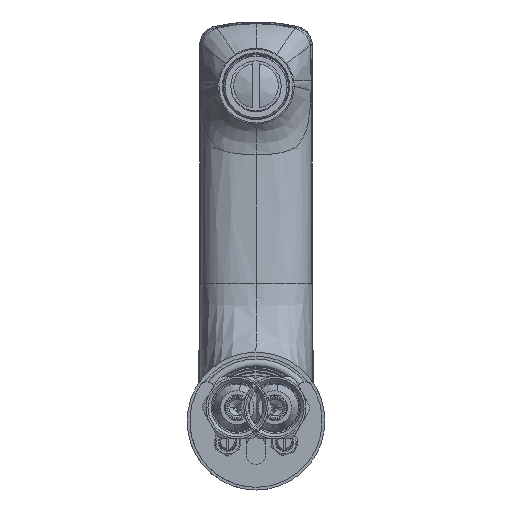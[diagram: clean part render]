
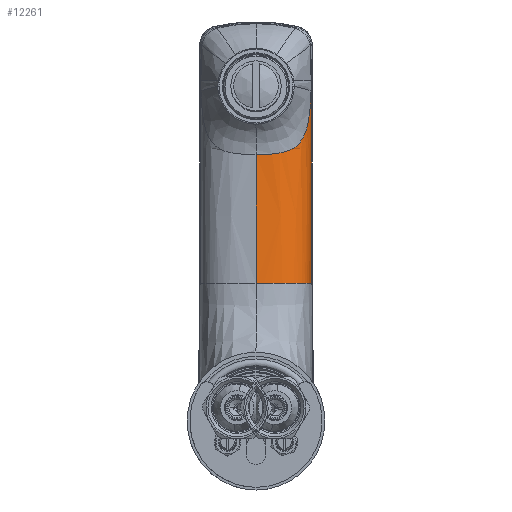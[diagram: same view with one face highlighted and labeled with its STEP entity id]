
A CAD part, front view. The second image highlights one B-rep face of the part: STEP entity #12261.
In plain terms, the highlighted free-form (B-spline) face has degree [3, 3] with [13, 4] control points.
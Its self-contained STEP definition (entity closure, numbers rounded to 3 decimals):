
#507=CARTESIAN_POINT('',(20.897,124.414,51.));
#537=CARTESIAN_POINT('',(0.,108.5,51.));
#690=DIRECTION('',(0.,0.,-1.));
#691=VECTOR('',#690,75.);
#692=CARTESIAN_POINT('',(20.912,124.413,126.));
#693=LINE('',#692,#691);
#694=CARTESIAN_POINT('',(20.897,124.414,51.));
#695=CARTESIAN_POINT('',(20.595,122.688,51.));
#696=CARTESIAN_POINT('',(20.216,120.45,51.));
#697=CARTESIAN_POINT('',(19.594,118.079,51.));
#698=CARTESIAN_POINT('',(18.72,115.961,51.));
#699=CARTESIAN_POINT('',(17.251,113.912,51.));
#700=CARTESIAN_POINT('',(15.518,112.417,51.));
#701=CARTESIAN_POINT('',(14.088,111.408,51.));
#702=CARTESIAN_POINT('',(12.904,110.735,51.));
#703=CARTESIAN_POINT('',(11.508,110.142,51.));
#704=CARTESIAN_POINT('',(9.806,109.621,51.));
#705=CARTESIAN_POINT('',(7.705,109.164,51.));
#706=CARTESIAN_POINT('',(5.261,108.794,51.));
#707=CARTESIAN_POINT('',(2.654,108.557,51.));
#708=CARTESIAN_POINT('',(0.853,108.5,51.));
#709=CARTESIAN_POINT('',(0.,108.5,51.));
#711=DIRECTION('',(0.,0.04,0.999));
#712=VECTOR('',#711,47.639);
#713=CARTESIAN_POINT('',(0.,108.5,51.));
#714=LINE('',#713,#712);
#715=CARTESIAN_POINT('',(0.,110.383,98.602));
#716=CARTESIAN_POINT('',(1.658,110.383,98.601));
#717=CARTESIAN_POINT('',(4.146,110.519,98.705));
#718=CARTESIAN_POINT('',(7.412,110.959,99.059));
#719=CARTESIAN_POINT('',(9.821,111.449,99.468));
#720=CARTESIAN_POINT('',(12.121,112.179,100.115));
#721=CARTESIAN_POINT('',(14.154,113.228,101.136));
#722=CARTESIAN_POINT('',(15.816,114.484,102.521));
#723=CARTESIAN_POINT('',(17.1,115.805,104.205));
#724=CARTESIAN_POINT('',(18.064,117.087,106.114));
#725=CARTESIAN_POINT('',(19.01,118.663,108.881));
#726=CARTESIAN_POINT('',(19.742,120.326,112.698));
#727=CARTESIAN_POINT('',(20.202,121.671,117.479));
#728=CARTESIAN_POINT('',(20.345,122.161,120.762));
#729=CARTESIAN_POINT('',(20.384,122.303,122.348));
#731=CARTESIAN_POINT('',(20.384,122.303,122.348));
#732=CARTESIAN_POINT('',(20.414,122.412,123.561));
#733=CARTESIAN_POINT('',(20.426,122.467,124.781));
#734=CARTESIAN_POINT('',(20.421,122.467,126.));
#736=CARTESIAN_POINT('',(20.421,122.467,126.));
#737=CARTESIAN_POINT('',(20.633,123.116,126.));
#738=CARTESIAN_POINT('',(20.8,123.77,126.));
#739=CARTESIAN_POINT('',(20.912,124.413,126.));
#9169=VERTEX_POINT('',#507);
#9170=VERTEX_POINT('',#537);
#9184=CARTESIAN_POINT('',(20.912,124.412,126.));
#9185=VERTEX_POINT('',#9184);
#9186=CARTESIAN_POINT('',(0.,110.383,98.602));
#9187=VERTEX_POINT('',#9186);
#9188=VERTEX_POINT('',#729);
#9189=VERTEX_POINT('',#734);
#12196=CARTESIAN_POINT('',(-0.456,111.528,127.5));
#12197=CARTESIAN_POINT('',(-0.503,110.5,
101.5));
#12198=CARTESIAN_POINT('',(-0.55,109.473,
75.5));
#12199=CARTESIAN_POINT('',(-0.597,108.445,
49.5));
#12200=CARTESIAN_POINT('',(-0.304,111.527,127.5));
#12201=CARTESIAN_POINT('',(-0.335,110.498,
101.5));
#12202=CARTESIAN_POINT('',(-0.367,109.47,
75.5));
#12203=CARTESIAN_POINT('',(-0.398,108.442,
49.5));
#12204=CARTESIAN_POINT('',(2.609,111.514,127.5));
#12205=CARTESIAN_POINT('',(2.879,110.481,101.5));
#12206=CARTESIAN_POINT('',(3.149,109.447,75.5));
#12207=CARTESIAN_POINT('',(3.42,108.414,49.5));
#12208=CARTESIAN_POINT('',(8.282,111.95,127.5));
#12209=CARTESIAN_POINT('',(9.14,111.103,101.5));
#12210=CARTESIAN_POINT('',(9.998,110.256,75.5));
#12211=CARTESIAN_POINT('',(10.856,109.41,49.5));
#12212=CARTESIAN_POINT('',(13.22,113.361,127.5));
#12213=CARTESIAN_POINT('',(13.648,112.736,101.5));
#12214=CARTESIAN_POINT('',(14.075,112.11,75.5));
#12215=CARTESIAN_POINT('',(14.502,111.485,49.5));
#12216=CARTESIAN_POINT('',(16.487,115.879,127.5));
#12217=CARTESIAN_POINT('',(16.747,115.21,101.5));
#12218=CARTESIAN_POINT('',(17.007,114.542,75.5));
#12219=CARTESIAN_POINT('',(17.267,113.873,49.5));
#12220=CARTESIAN_POINT('',(18.255,118.038,127.5));
#12221=CARTESIAN_POINT('',(18.413,117.332,101.5));
#12222=CARTESIAN_POINT('',(18.571,116.626,75.5));
#12223=CARTESIAN_POINT('',(18.729,115.92,49.5));
#12224=CARTESIAN_POINT('',(19.423,120.044,127.5));
#12225=CARTESIAN_POINT('',(19.481,119.376,101.5));
#12226=CARTESIAN_POINT('',(19.539,118.708,75.5));
#12227=CARTESIAN_POINT('',(19.597,118.04,49.5));
#12228=CARTESIAN_POINT('',(20.243,121.853,127.5));
#12229=CARTESIAN_POINT('',(20.207,121.277,101.5));
#12230=CARTESIAN_POINT('',(20.172,120.701,75.5));
#12231=CARTESIAN_POINT('',(20.137,120.126,49.5));
#12232=CARTESIAN_POINT('',(20.732,123.428,127.5));
#12233=CARTESIAN_POINT('',(20.664,123.05,101.5));
#12234=CARTESIAN_POINT('',(20.596,122.672,75.5));
#12235=CARTESIAN_POINT('',(20.528,122.294,49.5));
#12236=CARTESIAN_POINT('',(20.927,124.476,127.5));
#12237=CARTESIAN_POINT('',(20.896,124.335,101.5));
#12238=CARTESIAN_POINT('',(20.865,124.194,75.5));
#12239=CARTESIAN_POINT('',(20.833,124.052,49.5));
#12240=CARTESIAN_POINT('',(20.972,124.786,127.5));
#12241=CARTESIAN_POINT('',(20.958,124.726,101.5));
#12242=CARTESIAN_POINT('',(20.945,124.667,75.5));
#12243=CARTESIAN_POINT('',(20.931,124.608,49.5));
#12244=CARTESIAN_POINT('',(20.98,124.841,127.5));
#12245=CARTESIAN_POINT('',(20.969,124.797,101.5));
#12246=CARTESIAN_POINT('',(20.959,124.753,75.5));
#12247=CARTESIAN_POINT('',(20.949,124.709,49.5));
#12248=B_SPLINE_SURFACE_WITH_KNOTS('',3,3,((#12196,#12197,#12198,#12199),
(#12200,#12201,#12202,#12203),(#12204,#12205,#12206,#12207),(#12208,#12209,
#12210,#12211),(#12212,#12213,#12214,#12215),(#12216,#12217,#12218,#12219),(
#12220,#12221,#12222,#12223),(#12224,#12225,#12226,#12227),(#12228,#12229,
#12230,#12231),(#12232,#12233,#12234,#12235),(#12236,#12237,#12238,#12239),(
#12240,#12241,#12242,#12243),(#12244,#12245,#12246,#12247)),.UNSPECIFIED.,.F.,
.F.,.F.,(4,1,1,1,1,1,1,1,1,1,4),(4,4),(-0.014,0.,
0.253,0.506,0.633,0.759,
0.823,0.886,0.97,1.,1.006),(
0.,1.),.UNSPECIFIED.);
#12249=ORIENTED_EDGE('',*,*,#12190,.T.);
#12250=ORIENTED_EDGE('',*,*,#11381,.T.);
#12252=ORIENTED_EDGE('',*,*,#12251,.T.);
#12254=ORIENTED_EDGE('',*,*,#12253,.T.);
#12256=ORIENTED_EDGE('',*,*,#12255,.T.);
#12258=ORIENTED_EDGE('',*,*,#12257,.T.);
#12259=EDGE_LOOP('',(#12249,#12250,#12252,#12254,#12256,#12258));
#12260=FACE_OUTER_BOUND('',#12259,.F.);
#12261=ADVANCED_FACE('',(#12260),#12248,.F.);
#710=B_SPLINE_CURVE_WITH_KNOTS('',3,(#694,#695,#696,#697,#698,#699,#700,#701,
#702,#703,#704,#705,#706,#707,#708,#709),.UNSPECIFIED.,.F.,.F.,(4,1,1,1,1,1,1,1,
1,1,1,1,1,4),(0.,0.114,0.177,0.241,
0.367,0.494,0.557,0.62,
0.684,0.747,0.81,0.873,
0.94,1.),.UNSPECIFIED.);
#730=B_SPLINE_CURVE_WITH_KNOTS('',3,(#715,#716,#717,#718,#719,#720,#721,#722,
#723,#724,#725,#726,#727,#728,#729),.UNSPECIFIED.,.F.,.F.,(4,1,1,1,1,1,1,1,1,1,
1,1,4),(0.,0.125,0.187,0.25,
0.312,0.375,0.437,0.5,
0.562,0.625,0.75,0.88,1.),
.UNSPECIFIED.);
#735=B_SPLINE_CURVE_WITH_KNOTS('',3,(#731,#732,#733,#734),.UNSPECIFIED.,.F.,.F.,
(4,4),(0.,1.),.UNSPECIFIED.);
#740=B_SPLINE_CURVE_WITH_KNOTS('',3,(#736,#737,#738,#739),.UNSPECIFIED.,.F.,.F.,
(4,4),(0.,1.),.UNSPECIFIED.);
#11381=EDGE_CURVE('',#9169,#9170,#710,.T.);
#12190=EDGE_CURVE('',#9185,#9169,#693,.T.);
#12251=EDGE_CURVE('',#9170,#9187,#714,.T.);
#12253=EDGE_CURVE('',#9187,#9188,#730,.T.);
#12255=EDGE_CURVE('',#9188,#9189,#735,.T.);
#12257=EDGE_CURVE('',#9189,#9185,#740,.T.);
